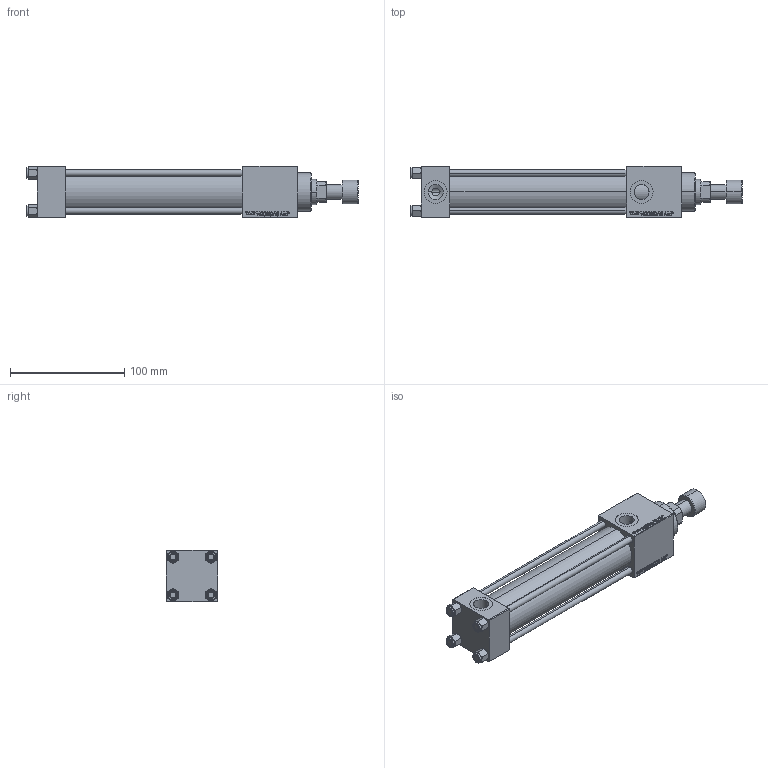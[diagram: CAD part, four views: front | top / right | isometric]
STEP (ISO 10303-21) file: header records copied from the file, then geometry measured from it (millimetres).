
FILE_DESCRIPTION (( 'STEP AP203' ), '1' );
FILE_NAME ('77c1.STEP', '2025-04-16T09:32:09', ( '' ), ( '' ), 'SwSTEP 2.0', 'SolidWorks 2019', '' );
FILE_SCHEMA (( 'CONFIG_CONTROL_DESIGN' ));
Length unit declared in the file: millimetre
Products named in the file (7): V215CR_ROD_END_F 33c062d7d78a60858121aa5517b2ed8f; V215_VC_A 33c062d7d78a60858121aa5517b2ed8f; V215CR_C_TYCINKA 33c062d7d78a60858121aa5517b2ed8f; V215CR_VCP_C 33c062d7d78a60858121aa5517b2ed8f; 77c1; V215CR_C_Body 33c062d7d78a60858121aa5517b2ed8f; NUT_M5_C 33c062d7d78a60858121aa5517b2ed8f
Assembly tree (12 placements, depth 2):
  77c1
    V215CR_C_Body 33c062d7d78a60858121aa5517b2ed8f
    V215CR_VCP_C 33c062d7d78a60858121aa5517b2ed8f
    NUT_M5_C 33c062d7d78a60858121aa5517b2ed8f  x4
    V215CR_C_TYCINKA 33c062d7d78a60858121aa5517b2ed8f  x4
    V215_VC_A 33c062d7d78a60858121aa5517b2ed8f
    V215CR_ROD_END_F 33c062d7d78a60858121aa5517b2ed8f
Bounding box: 291 x 45 x 45 mm (x, y, z)
Volume: 302984.9 mm3; surface area: 111726.5 mm2
Topology: 12 solids, 12 shells, 1158 faces, 2895 edges, 1877 vertices
Faces by surface type: plane 528, bspline 392, cone 136, cylinder 90, torus 12
Entity records: 50578 total; most frequent: CARTESIAN_POINT 27152, ORIENTED_EDGE 5282, DIRECTION 3355, EDGE_CURVE 2641, VERTEX_POINT 1733, LINE 1595, VECTOR 1595, EDGE_LOOP 1166
